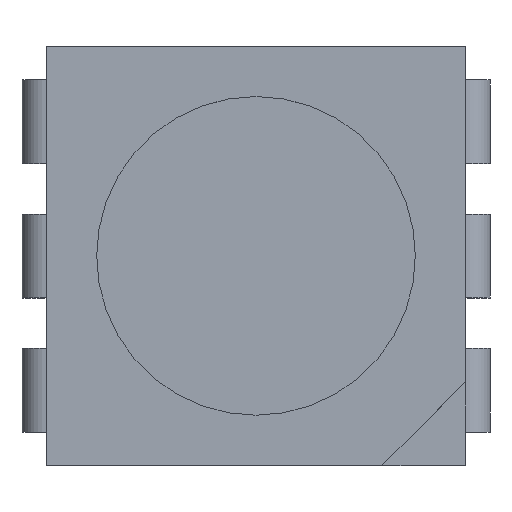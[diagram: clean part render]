
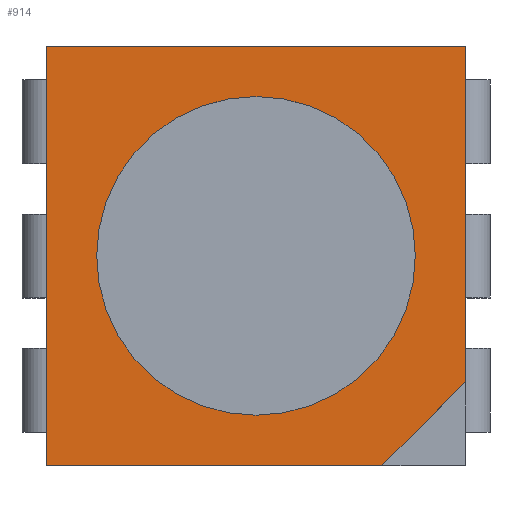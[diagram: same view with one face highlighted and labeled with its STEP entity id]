
A CAD part, top view. The second image highlights one B-rep face of the part: STEP entity #914.
In plain terms, the highlighted planar face has unit normal (0, 0, 1).
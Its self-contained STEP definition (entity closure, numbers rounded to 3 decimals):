
#6=FACE_BOUND('',#142,.T.);
#37=PLANE('',#1017);
#89=FACE_OUTER_BOUND('',#141,.T.);
#141=EDGE_LOOP('',(#830,#831,#832,#833,#834));
#142=EDGE_LOOP('',(#835));
#230=LINE('',#1325,#250);
#240=LINE('',#1339,#249);
#242=LINE('',#1344,#267);
#246=LINE('',#1340,#253);
#247=LINE('',#1349,#254);
#249=VECTOR('',#1030,10.);
#250=VECTOR('',#1031,10.);
#253=VECTOR('',#1035,10.);
#254=VECTOR('',#1037,10.);
#267=VECTOR('',#1084,10.);
#269=CIRCLE('',#931,1.9);
#307=VERTEX_POINT('',#1088);
#393=VERTEX_POINT('',#1325);
#394=VERTEX_POINT('',#1326);
#401=VERTEX_POINT('',#1339);
#402=VERTEX_POINT('',#1340);
#403=VERTEX_POINT('',#1343);
#405=EDGE_CURVE('',#307,#307,#269,.T.);
#530=EDGE_CURVE('',#394,#393,#230,.T.);
#544=EDGE_CURVE('',#402,#401,#240,.T.);
#546=EDGE_CURVE('',#403,#394,#242,.T.);
#550=EDGE_CURVE('',#393,#402,#246,.T.);
#551=EDGE_CURVE('',#401,#403,#247,.T.);
#830=ORIENTED_EDGE('',*,*,#546,.T.);
#831=ORIENTED_EDGE('',*,*,#530,.T.);
#832=ORIENTED_EDGE('',*,*,#550,.T.);
#833=ORIENTED_EDGE('',*,*,#544,.T.);
#834=ORIENTED_EDGE('',*,*,#551,.T.);
#835=ORIENTED_EDGE('',*,*,#405,.T.);
#914=ADVANCED_FACE('',(#89,#6),#37,.T.);
#931=AXIS2_PLACEMENT_3D('',#1087,#1022,#1023);
#1017=AXIS2_PLACEMENT_3D('',#1087,#1025,#1078);
#1022=DIRECTION('center_axis',(0.,0.,-1.));
#1023=DIRECTION('ref_axis',(-1.,0.,0.));
#1025=DIRECTION('center_axis',(0.,0.,1.));
#1030=DIRECTION('',(0.,-1.,0.));
#1031=DIRECTION('',(0.,1.,0.));
#1035=DIRECTION('',(-1.,0.,0.));
#1037=DIRECTION('',(1.,0.,0.));
#1078=DIRECTION('ref_axis',(1.,0.,0.));
#1084=DIRECTION('',(0.707,0.707,0.));
#1087=CARTESIAN_POINT('Origin',(0.,0.,1.5));
#1088=CARTESIAN_POINT('',(1.9,0.,1.5));
#1325=CARTESIAN_POINT('',(2.5,2.5,1.5));
#1326=CARTESIAN_POINT('',(2.5,-1.5,1.5));
#1339=CARTESIAN_POINT('',(-2.5,-2.5,1.5));
#1340=CARTESIAN_POINT('',(-2.5,2.5,1.5));
#1343=CARTESIAN_POINT('',(1.5,-2.5,1.5));
#1344=CARTESIAN_POINT('',(1.75,-2.25,1.5));
#1349=CARTESIAN_POINT('',(2.5,-2.5,1.5));
